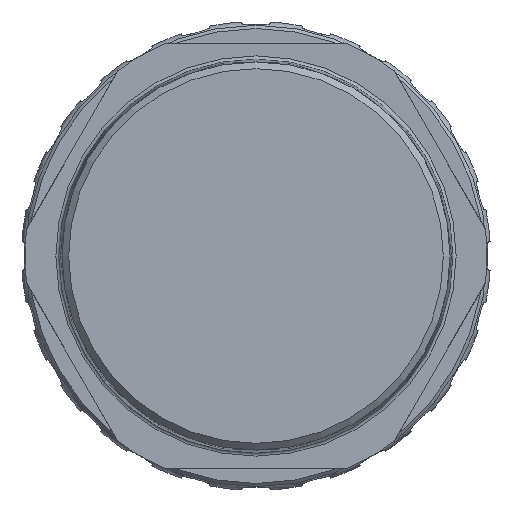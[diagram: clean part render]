
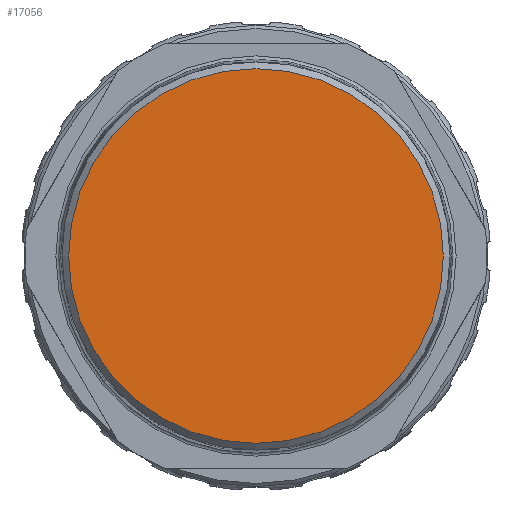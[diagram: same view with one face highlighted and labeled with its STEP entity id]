
A CAD part, left-side view. The second image highlights one B-rep face of the part: STEP entity #17056.
In plain terms, the highlighted planar face has unit normal (-1, 0, 0).
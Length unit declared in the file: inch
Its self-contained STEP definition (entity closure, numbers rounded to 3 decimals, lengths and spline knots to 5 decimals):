
#2452=PLANE('',#18932);
#3327=FACE_OUTER_BOUND('',#4225,.T.);
#4225=EDGE_LOOP('',(#14944));
#5209=CIRCLE('',#18933,1.13009);
#7430=VERTEX_POINT('',#34898);
#9944=EDGE_CURVE('',#7430,#7430,#5209,.T.);
#14944=ORIENTED_EDGE('',*,*,#9944,.F.);
#17056=ADVANCED_FACE('',(#3327),#2452,.T.);
#18932=AXIS2_PLACEMENT_3D('',#34897,#23380,#23381);
#18933=AXIS2_PLACEMENT_3D('',#34899,#23382,#23383);
#23380=DIRECTION('center_axis',(-1.,0.,0.));
#23381=DIRECTION('ref_axis',(0.,0.,
-1.));
#23382=DIRECTION('center_axis',(1.,0.,0.));
#23383=DIRECTION('ref_axis',(0.,1.,0.));
#34897=CARTESIAN_POINT('Origin',(-3.08473,-1.16946,0.));
#34898=CARTESIAN_POINT('',(-3.08473,-1.13009,0.));
#34899=CARTESIAN_POINT('Origin',(-3.08473,0.,
0.));
